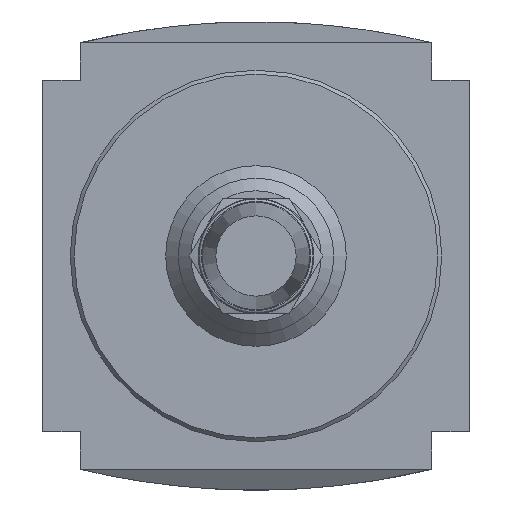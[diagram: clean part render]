
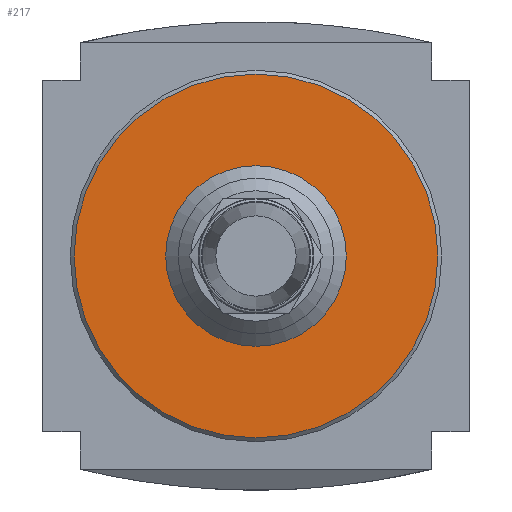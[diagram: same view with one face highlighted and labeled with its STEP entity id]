
A CAD part, front view. The second image highlights one B-rep face of the part: STEP entity #217.
In plain terms, the highlighted planar face has unit normal (0, -1, 0).
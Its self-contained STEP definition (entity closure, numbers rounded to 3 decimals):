
#217 = ADVANCED_FACE( '', ( #624, #625 ), #626, .F. );
#624 = FACE_BOUND( '', #1514, .T. );
#625 = FACE_OUTER_BOUND( '', #1515, .T. );
#626 = PLANE( '', #1516 );
#1514 = EDGE_LOOP( '', ( #2466 ) );
#1515 = EDGE_LOOP( '', ( #2467 ) );
#1516 = AXIS2_PLACEMENT_3D( '', #2468, #2469, #2470 );
#2466 = ORIENTED_EDGE( '', *, *, #5325, .F. );
#2467 = ORIENTED_EDGE( '', *, *, #5323, .T. );
#2468 = CARTESIAN_POINT( '', ( 36.25, -54., 0. ) );
#2469 = DIRECTION( '', ( 0., 1., 0. ) );
#2470 = DIRECTION( '', ( 0., 0., 1. ) );
#5323 = EDGE_CURVE( '', #6227, #6227, #6228, .T. );
#5325 = EDGE_CURVE( '', #6231, #6231, #6232, .T. );
#6227 = VERTEX_POINT( '', #7724 );
#6228 = CIRCLE( '', #7725, 36.25 );
#6231 = VERTEX_POINT( '', #7728 );
#6232 = CIRCLE( '', #7729, 18. );
#7724 = CARTESIAN_POINT( '', ( 0., -54., -36.25 ) );
#7725 = AXIS2_PLACEMENT_3D( '', #9856, #9857, #9858 );
#7728 = CARTESIAN_POINT( '', ( 0., -54., -18. ) );
#7729 = AXIS2_PLACEMENT_3D( '', #9862, #9863, #9864 );
#9856 = CARTESIAN_POINT( '', ( 0., -54., 0. ) );
#9857 = DIRECTION( '', ( 0., -1., 0. ) );
#9858 = DIRECTION( '', ( 0., 0., -1. ) );
#9862 = CARTESIAN_POINT( '', ( 0., -54., 0. ) );
#9863 = DIRECTION( '', ( 0., -1., 0. ) );
#9864 = DIRECTION( '', ( 0., 0., -1. ) );
